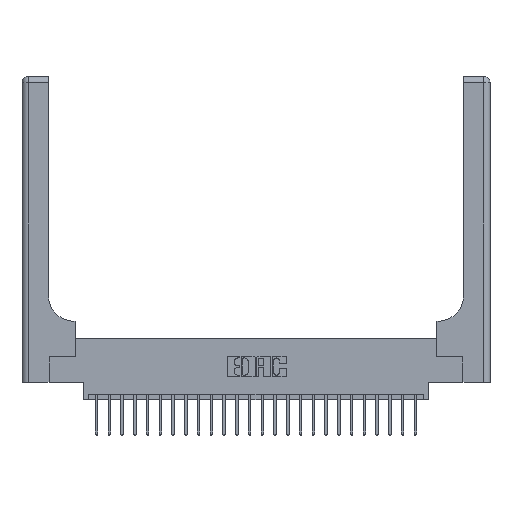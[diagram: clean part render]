
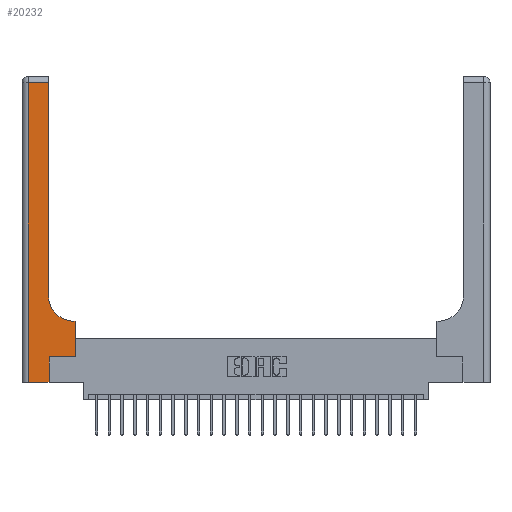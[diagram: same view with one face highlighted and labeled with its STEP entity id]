
A CAD part, top view. The second image highlights one B-rep face of the part: STEP entity #20232.
In plain terms, the highlighted planar face has unit normal (0, 0, 1).
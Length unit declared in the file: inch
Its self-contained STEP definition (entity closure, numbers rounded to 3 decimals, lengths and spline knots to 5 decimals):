
#86 = CARTESIAN_POINT ( 'NONE',  ( 0.51, 0.85, 0.37 ) ) ;
#343 = VERTEX_POINT ( 'NONE', #18434 ) ;
#578 = VECTOR ( 'NONE', #11851, 39.37008 ) ;
#651 = FACE_OUTER_BOUND ( 'NONE', #6503, .T. ) ;
#654 = ORIENTED_EDGE ( 'NONE', *, *, #4033, .T. ) ;
#1103 = DIRECTION ( 'NONE',  ( -1., 0., 0. ) ) ;
#1287 = VECTOR ( 'NONE', #3245, 39.37008 ) ;
#1474 = CARTESIAN_POINT ( 'NONE',  ( 0.528, 0.25, 0.37 ) ) ;
#1995 = DIRECTION ( 'NONE',  ( 0., 1., 0. ) ) ;
#2002 = DIRECTION ( 'NONE',  ( 1., 0., 0. ) ) ;
#2621 = CARTESIAN_POINT ( 'NONE',  ( 0., 2.94, 0.37 ) ) ;
#3245 = DIRECTION ( 'NONE',  ( 0., -1., 0. ) ) ;
#3420 = DIRECTION ( 'NONE',  ( 0., 1., 0. ) ) ;
#3583 = CARTESIAN_POINT ( 'NONE',  ( 0.265, 0.25, 0.37 ) ) ;
#3691 = VECTOR ( 'NONE', #1995, 39.37008 ) ;
#3893 = VERTEX_POINT ( 'NONE', #8205 ) ;
#4033 = EDGE_CURVE ( 'NONE', #7425, #22349, #15712, .T. ) ;
#4081 = CIRCLE ( 'NONE', #23838, 0.25 ) ;
#4105 = VECTOR ( 'NONE', #4578, 39.37008 ) ;
#4221 = DIRECTION ( 'NONE',  ( 1., 0., 0. ) ) ;
#4578 = DIRECTION ( 'NONE',  ( -1., 0., 0. ) ) ;
#4645 = VERTEX_POINT ( 'NONE', #17403 ) ;
#4928 = VECTOR ( 'NONE', #4221, 39.37008 ) ;
#5280 = EDGE_CURVE ( 'NONE', #7796, #20814, #9188, .T. ) ;
#5677 = VECTOR ( 'NONE', #3420, 39.37008 ) ;
#5712 = LINE ( 'NONE', #9985, #578 ) ;
#5766 = EDGE_CURVE ( 'NONE', #343, #4645, #4081, .T. ) ;
#5817 = LINE ( 'NONE', #16493, #1287 ) ;
#5896 = CARTESIAN_POINT ( 'NONE',  ( 0.26, 3., 0.37 ) ) ;
#5958 = CARTESIAN_POINT ( 'NONE',  ( 0.265, 0.25, 0.37 ) ) ;
#6485 = EDGE_CURVE ( 'NONE', #7880, #7425, #12372, .T. ) ;
#6492 = ORIENTED_EDGE ( 'NONE', *, *, #5766, .T. ) ;
#6503 = EDGE_LOOP ( 'NONE', ( #19898, #18306, #14211, #14086, #16056, #16005, #654, #13699, #6492 ) ) ;
#6792 = VERTEX_POINT ( 'NONE', #16158 ) ;
#7425 = VERTEX_POINT ( 'NONE', #11599 ) ;
#7796 = VERTEX_POINT ( 'NONE', #24000 ) ;
#7880 = VERTEX_POINT ( 'NONE', #3583 ) ;
#8034 = DIRECTION ( 'NONE',  ( -1., 0., 0. ) ) ;
#8205 = CARTESIAN_POINT ( 'NONE',  ( 0.265, 0., 0.37 ) ) ;
#8359 = AXIS2_PLACEMENT_3D ( 'NONE', #13647, #19281, #8034 ) ;
#8684 = EDGE_CURVE ( 'NONE', #6792, #3893, #14975, .T. ) ;
#9188 = LINE ( 'NONE', #2621, #4105 ) ;
#9602 = EDGE_CURVE ( 'NONE', #20814, #6792, #5817, .T. ) ;
#9985 = CARTESIAN_POINT ( 'NONE',  ( 0.265, 0., 0.37 ) ) ;
#11407 = LINE ( 'NONE', #19967, #15218 ) ;
#11599 = CARTESIAN_POINT ( 'NONE',  ( 0.528, 0.25, 0.37 ) ) ;
#11785 = CARTESIAN_POINT ( 'NONE',  ( 0., 0., 0.37 ) ) ;
#11851 = DIRECTION ( 'NONE',  ( 0., 1., 0. ) ) ;
#12372 = LINE ( 'NONE', #5958, #19980 ) ;
#13409 = DIRECTION ( 'NONE',  ( 0., 0., -1. ) ) ;
#13647 = CARTESIAN_POINT ( 'NONE',  ( 0., 3., 0.37 ) ) ;
#13699 = ORIENTED_EDGE ( 'NONE', *, *, #17248, .T. ) ;
#14086 = ORIENTED_EDGE ( 'NONE', *, *, #8684, .T. ) ;
#14211 = ORIENTED_EDGE ( 'NONE', *, *, #9602, .T. ) ;
#14975 = LINE ( 'NONE', #11785, #4928 ) ;
#15218 = VECTOR ( 'NONE', #1103, 39.37008 ) ;
#15712 = LINE ( 'NONE', #1474, #5677 ) ;
#15919 = EDGE_CURVE ( 'NONE', #4645, #7796, #24307, .T. ) ;
#16005 = ORIENTED_EDGE ( 'NONE', *, *, #6485, .T. ) ;
#16056 = ORIENTED_EDGE ( 'NONE', *, *, #21726, .T. ) ;
#16158 = CARTESIAN_POINT ( 'NONE',  ( 0.06, 0., 0.37 ) ) ;
#16493 = CARTESIAN_POINT ( 'NONE',  ( 0.06, 3., 0.37 ) ) ;
#17248 = EDGE_CURVE ( 'NONE', #22349, #343, #11407, .T. ) ;
#17403 = CARTESIAN_POINT ( 'NONE',  ( 0.26, 0.85, 0.37 ) ) ;
#17412 = PLANE ( 'NONE',  #8359 ) ;
#18306 = ORIENTED_EDGE ( 'NONE', *, *, #5280, .T. ) ;
#18434 = CARTESIAN_POINT ( 'NONE',  ( 0.51, 0.6, 0.37 ) ) ;
#19281 = DIRECTION ( 'NONE',  ( 0., 0., -1. ) ) ;
#19898 = ORIENTED_EDGE ( 'NONE', *, *, #15919, .T. ) ;
#19967 = CARTESIAN_POINT ( 'NONE',  ( 0.26, 0.6, 0.37 ) ) ;
#19980 = VECTOR ( 'NONE', #20918, 39.37008 ) ;
#20232 = ADVANCED_FACE ( 'NONE', ( #651 ), #17412, .F. ) ;
#20814 = VERTEX_POINT ( 'NONE', #22780 ) ;
#20918 = DIRECTION ( 'NONE',  ( 1., 0., 0. ) ) ;
#21406 = CARTESIAN_POINT ( 'NONE',  ( 0.528, 0.6, 0.37 ) ) ;
#21726 = EDGE_CURVE ( 'NONE', #3893, #7880, #5712, .T. ) ;
#22349 = VERTEX_POINT ( 'NONE', #21406 ) ;
#22780 = CARTESIAN_POINT ( 'NONE',  ( 0.06, 2.94, 0.37 ) ) ;
#23838 = AXIS2_PLACEMENT_3D ( 'NONE', #86, #13409, #2002 ) ;
#24000 = CARTESIAN_POINT ( 'NONE',  ( 0.26, 2.94, 0.37 ) ) ;
#24307 = LINE ( 'NONE', #5896, #3691 ) ;
